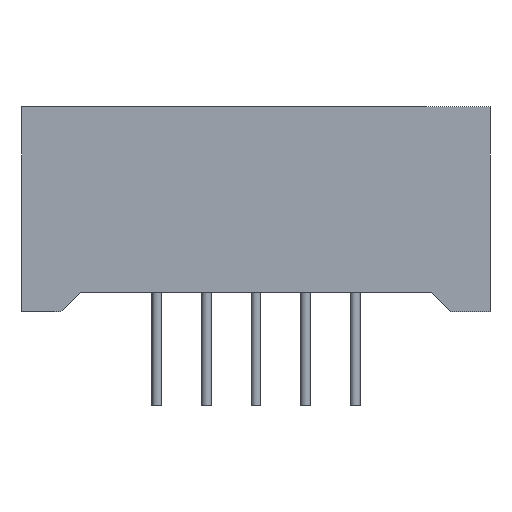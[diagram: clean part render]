
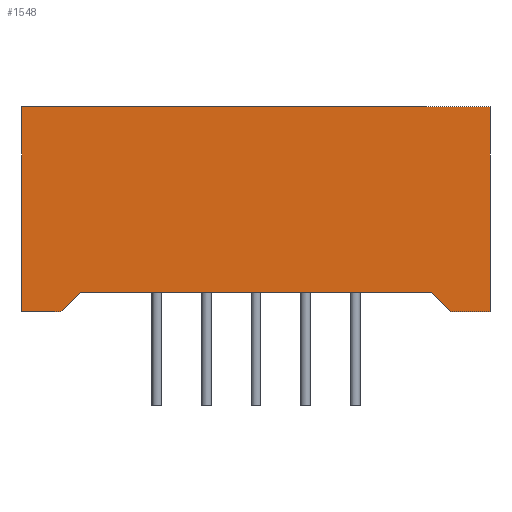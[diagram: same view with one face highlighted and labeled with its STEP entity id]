
A CAD part, front view. The second image highlights one B-rep face of the part: STEP entity #1548.
In plain terms, the highlighted planar face has unit normal (0, -1, 0).
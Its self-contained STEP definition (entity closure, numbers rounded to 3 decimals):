
#45=PLANE('',#1675);
#132=FACE_OUTER_BOUND('',#219,.T.);
#219=EDGE_LOOP('',(#1093,#1094,#1095,#1096,#1097,#1098,#1099,#1100));
#319=LINE('',#2234,#503);
#323=LINE('',#2243,#507);
#325=LINE('',#2246,#509);
#326=LINE('',#2248,#510);
#327=LINE('',#2250,#511);
#328=LINE('',#2252,#512);
#329=LINE('',#2254,#513);
#330=LINE('',#2255,#514);
#503=VECTOR('',#1846,10.);
#507=VECTOR('',#1852,10.);
#509=VECTOR('',#1856,10.);
#510=VECTOR('',#1857,10.);
#511=VECTOR('',#1858,10.);
#512=VECTOR('',#1859,10.);
#513=VECTOR('',#1860,10.);
#514=VECTOR('',#1861,10.);
#717=VERTEX_POINT('',#2231);
#718=VERTEX_POINT('',#2233);
#721=VERTEX_POINT('',#2240);
#722=VERTEX_POINT('',#2242);
#723=VERTEX_POINT('',#2247);
#724=VERTEX_POINT('',#2249);
#725=VERTEX_POINT('',#2251);
#726=VERTEX_POINT('',#2253);
#863=EDGE_CURVE('',#718,#717,#319,.T.);
#867=EDGE_CURVE('',#722,#721,#323,.T.);
#869=EDGE_CURVE('',#721,#718,#325,.T.);
#870=EDGE_CURVE('',#723,#717,#326,.T.);
#871=EDGE_CURVE('',#724,#723,#327,.T.);
#872=EDGE_CURVE('',#724,#725,#328,.T.);
#873=EDGE_CURVE('',#725,#726,#329,.T.);
#874=EDGE_CURVE('',#722,#726,#330,.T.);
#1093=ORIENTED_EDGE('',*,*,#867,.T.);
#1094=ORIENTED_EDGE('',*,*,#869,.T.);
#1095=ORIENTED_EDGE('',*,*,#863,.T.);
#1096=ORIENTED_EDGE('',*,*,#870,.F.);
#1097=ORIENTED_EDGE('',*,*,#871,.F.);
#1098=ORIENTED_EDGE('',*,*,#872,.T.);
#1099=ORIENTED_EDGE('',*,*,#873,.T.);
#1100=ORIENTED_EDGE('',*,*,#874,.F.);
#1548=ADVANCED_FACE('',(#132),#45,.T.);
#1675=AXIS2_PLACEMENT_3D('',#2245,#1854,#1855);
#1846=DIRECTION('',(0.707,0.,-0.707));
#1852=DIRECTION('',(0.707,0.,0.707));
#1854=DIRECTION('center_axis',(0.,-1.,0.));
#1855=DIRECTION('ref_axis',(-1.,0.,0.));
#1856=DIRECTION('',(1.,0.,0.));
#1857=DIRECTION('',(-1.,0.,0.));
#1858=DIRECTION('',(0.,0.,-1.));
#1859=DIRECTION('',(-1.,0.,0.));
#1860=DIRECTION('',(0.,0.,-1.));
#1861=DIRECTION('',(-1.,0.,0.));
#2231=CARTESIAN_POINT('',(10.,-17.,-10.5));
#2233=CARTESIAN_POINT('',(9.,-17.,-9.5));
#2234=CARTESIAN_POINT('',(7.375,-17.,-7.875));
#2240=CARTESIAN_POINT('',(-9.,-17.,-9.5));
#2242=CARTESIAN_POINT('',(-10.,-17.,-10.5));
#2243=CARTESIAN_POINT('',(-1.875,-17.,-2.375));
#2245=CARTESIAN_POINT('Origin',(12.,-17.,0.));
#2246=CARTESIAN_POINT('',(1.5,-17.,-9.5));
#2247=CARTESIAN_POINT('',(12.,-17.,-10.5));
#2248=CARTESIAN_POINT('',(12.,-17.,-10.5));
#2249=CARTESIAN_POINT('',(12.,-17.,0.));
#2250=CARTESIAN_POINT('',(12.,-17.,0.));
#2251=CARTESIAN_POINT('',(-12.,-17.,0.));
#2252=CARTESIAN_POINT('',(12.,-17.,0.));
#2253=CARTESIAN_POINT('',(-12.,-17.,-10.5));
#2254=CARTESIAN_POINT('',(-12.,-17.,0.));
#2255=CARTESIAN_POINT('',(12.,-17.,-10.5));
